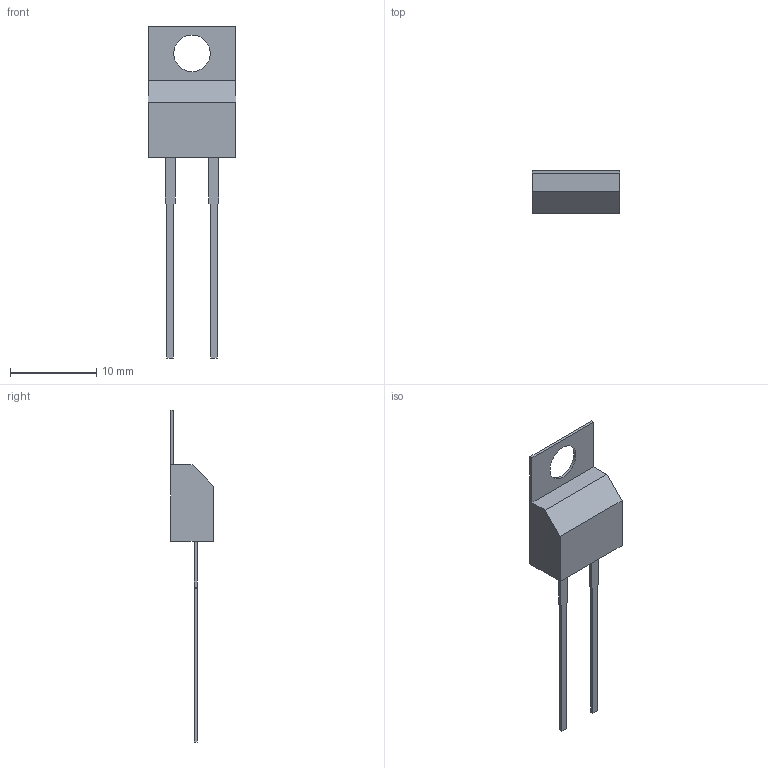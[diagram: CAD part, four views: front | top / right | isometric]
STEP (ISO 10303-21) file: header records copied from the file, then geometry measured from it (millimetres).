
FILE_DESCRIPTION(('FreeCAD Model'),'2;1');
FILE_NAME('1466725.1.1.stp','2020-04-10T06:26:02',( 'Author'),(''),'Open CASCADE STEP processor 6.9','FreeCAD','Unknown' );
FILE_SCHEMA(('AUTOMOTIVE_DESIGN { 1 0 10303 214 1 1 1 1 }'));
Length unit declared in the file: millimetre
Products named in the file (4): ASSEMBLY; Tab; Body; PinsArray
Assembly tree (3 placements, depth 2):
  ASSEMBLY
    Tab
    Body
    PinsArray
Bounding box: 10.16 x 4.95 x 38.51 mm (x, y, z)
Volume: 445.6 mm3; surface area: 575.6 mm2
Topology: 4 solids, 4 shells, 34 faces, 78 edges, 52 vertices
Faces by surface type: plane 33, cylinder 1
Full cylindrical faces by diameter (mm): 4.233 x1
Entity records: 2067 total; most frequent: CARTESIAN_POINT 336, DIRECTION 310, LINE 230, VECTOR 230, ORIENTED_EDGE 156, PCURVE 156, DEFINITIONAL_REPRESENTATION 156, EDGE_CURVE 78
